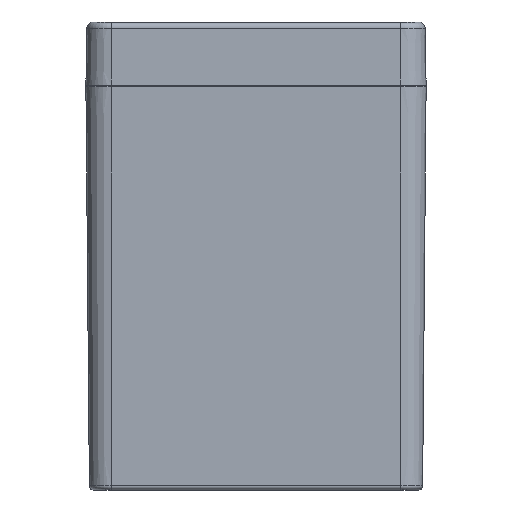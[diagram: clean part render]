
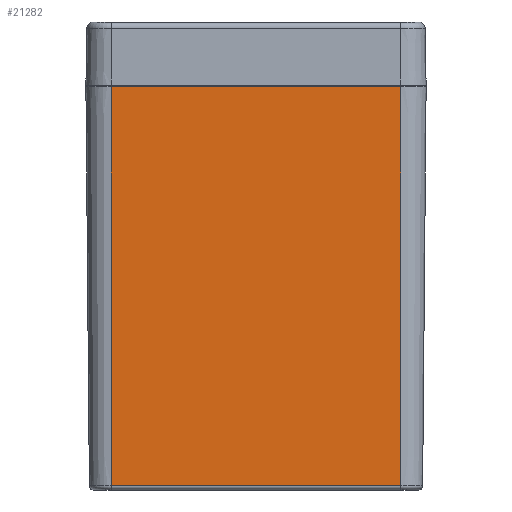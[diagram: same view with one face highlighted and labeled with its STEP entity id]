
A CAD part, left-side view. The second image highlights one B-rep face of the part: STEP entity #21282.
In plain terms, the highlighted planar face has unit normal (-1, 0, -0.009).
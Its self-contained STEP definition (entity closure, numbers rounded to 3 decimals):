
#1319=PLANE('',#23472);
#2022=FACE_OUTER_BOUND('',#3488,.T.);
#3488=EDGE_LOOP('',(#16077,#16078,#16079,#16080));
#4750=LINE('',#35710,#5936);
#4759=LINE('',#35745,#5945);
#4771=LINE('',#35878,#5957);
#4833=LINE('',#36087,#6019);
#5936=VECTOR('',#27696,10.);
#5945=VECTOR('',#27739,10.);
#5957=VECTOR('',#27953,10.);
#6019=VECTOR('',#28255,10.);
#9274=VERTEX_POINT('',#35700);
#9276=VERTEX_POINT('',#35708);
#9285=VERTEX_POINT('',#35744);
#9305=VERTEX_POINT('',#35874);
#11541=EDGE_CURVE('',#9276,#9274,#4750,.T.);
#11558=EDGE_CURVE('',#9274,#9285,#4759,.T.);
#11626=EDGE_CURVE('',#9285,#9305,#4771,.T.);
#11715=EDGE_CURVE('',#9276,#9305,#4833,.T.);
#16077=ORIENTED_EDGE('',*,*,#11541,.F.);
#16078=ORIENTED_EDGE('',*,*,#11715,.T.);
#16079=ORIENTED_EDGE('',*,*,#11626,.F.);
#16080=ORIENTED_EDGE('',*,*,#11558,.F.);
#21282=ADVANCED_FACE('',(#2022),#1319,.T.);
#23472=AXIS2_PLACEMENT_3D('',#36088,#28256,#28257);
#27696=DIRECTION('',(0.,-1.,0.));
#27739=DIRECTION('',(0.009,0.,-1.));
#27953=DIRECTION('',(0.,1.,0.));
#28255=DIRECTION('',(0.009,0.,-1.));
#28256=DIRECTION('center_axis',(-1.,0.,-0.009));
#28257=DIRECTION('ref_axis',(0.,1.,0.));
#35700=CARTESIAN_POINT('',(-99.998,-34.,-0.202));
#35708=CARTESIAN_POINT('',(-99.998,34.,-0.202));
#35710=CARTESIAN_POINT('',(-99.998,17.,-0.202));
#35744=CARTESIAN_POINT('',(-99.18,-34.,-94.009));
#35745=CARTESIAN_POINT('',(-100.,-34.,0.));
#35874=CARTESIAN_POINT('',(-99.18,34.,-94.009));
#35878=CARTESIAN_POINT('',(-99.18,17.,-94.009));
#36087=CARTESIAN_POINT('',(-100.,34.,0.));
#36088=CARTESIAN_POINT('Origin',(-100.,34.,0.));
